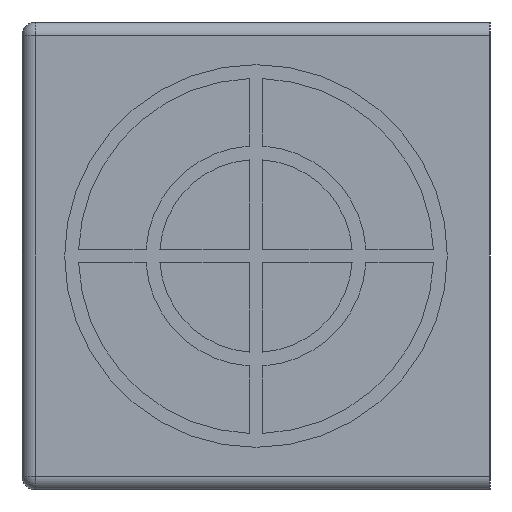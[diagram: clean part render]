
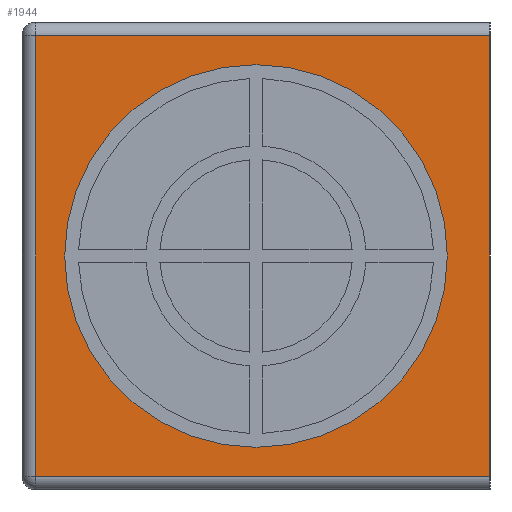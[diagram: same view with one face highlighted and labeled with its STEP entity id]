
A CAD part, left-side view. The second image highlights one B-rep face of the part: STEP entity #1944.
In plain terms, the highlighted planar face has unit normal (-1, 0, 0).
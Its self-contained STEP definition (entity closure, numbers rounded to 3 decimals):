
#53=DIRECTION('',(0.,0.,1.));
#54=VECTOR('',#53,16.);
#55=CARTESIAN_POINT('',(-14.,-8.5,-8.));
#56=LINE('',#55,#54);
#346=CARTESIAN_POINT('',(-14.,0.,0.));
#347=DIRECTION('',(-1.,0.,0.));
#348=DIRECTION('',(0.,0.,1.));
#349=AXIS2_PLACEMENT_3D('',#346,#347,#348);
#351=CARTESIAN_POINT('',(-14.,0.,0.));
#352=DIRECTION('',(-1.,0.,0.));
#353=DIRECTION('',(0.,0.,-1.));
#354=AXIS2_PLACEMENT_3D('',#351,#352,#353);
#480=DIRECTION('',(0.,0.,1.));
#481=VECTOR('',#480,16.);
#482=CARTESIAN_POINT('',(-14.,8.,-8.));
#483=LINE('',#482,#481);
#484=DIRECTION('',(0.,-1.,0.));
#485=VECTOR('',#484,16.5);
#486=CARTESIAN_POINT('',(-14.,8.,8.));
#487=LINE('',#486,#485);
#488=DIRECTION('',(0.,-1.,0.));
#489=VECTOR('',#488,16.5);
#490=CARTESIAN_POINT('',(-14.,8.,-8.));
#491=LINE('',#490,#489);
#1106=CARTESIAN_POINT('',(-14.,0.,6.95));
#1107=CARTESIAN_POINT('',(-14.,0.,-6.95));
#1108=VERTEX_POINT('',#1106);
#1109=VERTEX_POINT('',#1107);
#1284=CARTESIAN_POINT('',(-14.,8.,-8.));
#1285=CARTESIAN_POINT('',(-14.,8.,8.));
#1286=VERTEX_POINT('',#1284);
#1287=VERTEX_POINT('',#1285);
#1292=CARTESIAN_POINT('',(-14.,-8.5,-8.));
#1294=VERTEX_POINT('',#1292);
#1321=CARTESIAN_POINT('',(-14.,-8.5,8.));
#1323=VERTEX_POINT('',#1321);
#1925=CARTESIAN_POINT('',(-14.,-8.5,-8.5));
#1926=DIRECTION('',(-1.,0.,0.));
#1927=DIRECTION('',(0.,0.,1.));
#1928=AXIS2_PLACEMENT_3D('',#1925,#1926,#1927);
#1929=PLANE('',#1928);
#1930=ORIENTED_EDGE('',*,*,#1795,.T.);
#1932=ORIENTED_EDGE('',*,*,#1931,.T.);
#1933=ORIENTED_EDGE('',*,*,#1331,.F.);
#1935=ORIENTED_EDGE('',*,*,#1934,.F.);
#1936=EDGE_LOOP('',(#1930,#1932,#1933,#1935));
#1937=FACE_OUTER_BOUND('',#1936,.F.);
#1939=ORIENTED_EDGE('',*,*,#1938,.T.);
#1941=ORIENTED_EDGE('',*,*,#1940,.T.);
#1942=EDGE_LOOP('',(#1939,#1941));
#1943=FACE_BOUND('',#1942,.F.);
#350=CIRCLE('',#349,6.95);
#355=CIRCLE('',#354,6.95);
#1331=EDGE_CURVE('',#1294,#1323,#56,.T.);
#1795=EDGE_CURVE('',#1286,#1287,#483,.T.);
#1931=EDGE_CURVE('',#1287,#1323,#487,.T.);
#1934=EDGE_CURVE('',#1286,#1294,#491,.T.);
#1938=EDGE_CURVE('',#1108,#1109,#350,.T.);
#1940=EDGE_CURVE('',#1109,#1108,#355,.T.);
#1944=ADVANCED_FACE('',(#1937,#1943),#1929,.T.);
